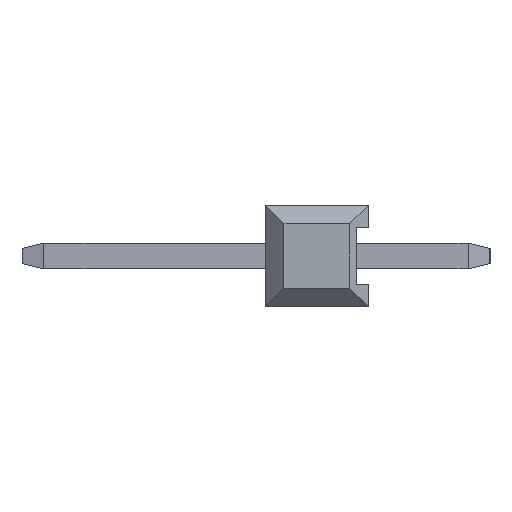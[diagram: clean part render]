
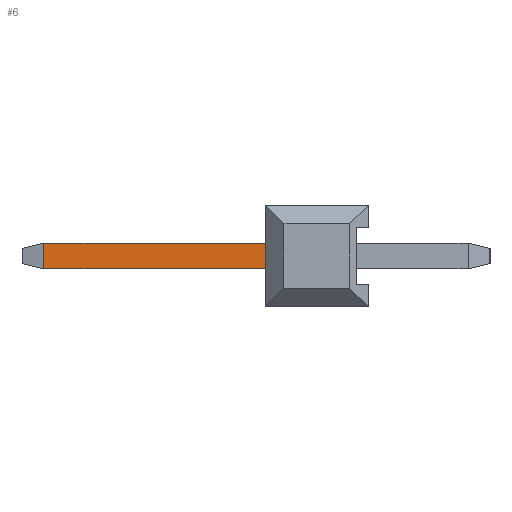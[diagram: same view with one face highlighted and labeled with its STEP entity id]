
A CAD part, left-side view. The second image highlights one B-rep face of the part: STEP entity #6.
In plain terms, the highlighted planar face has unit normal (-1, 0, 0).
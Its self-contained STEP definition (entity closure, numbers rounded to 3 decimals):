
#6 = ADVANCED_FACE ( 'NONE', ( #24666 ), #34748, .T. ) ;
#704 = VERTEX_POINT ( 'NONE', #766 ) ;
#705 = VERTEX_POINT ( 'NONE', #768 ) ;
#766 = CARTESIAN_POINT ( 'NONE',  ( -0.32, 2.54, -0.32 ) ) ;
#768 = CARTESIAN_POINT ( 'NONE',  ( -0.32, 7.999, 0.32 ) ) ;
#3705 = CARTESIAN_POINT ( 'NONE',  ( -0.32, 7.999, -0.32 ) ) ;
#5033 = VECTOR ( 'NONE', #28675, 1000. ) ;
#8741 = EDGE_CURVE ( 'NONE', #704, #17847, #28673, .T. ) ;
#11862 = LINE ( 'NONE', #11863, #23161 ) ;
#11863 = CARTESIAN_POINT ( 'NONE',  ( -0.32, 8.54, -0.32 ) ) ;
#11864 = DIRECTION ( 'NONE',  ( 0., -1., 0. ) ) ;
#11868 = LINE ( 'NONE', #11869, #23163 ) ;
#11869 = CARTESIAN_POINT ( 'NONE',  ( -0.32, 7.999, 0.32 ) ) ;
#11870 = DIRECTION ( 'NONE',  ( 0., 0., -1. ) ) ;
#11871 = LINE ( 'NONE', #11872, #23164 ) ;
#11872 = CARTESIAN_POINT ( 'NONE',  ( -0.32, 8.54, 0.32 ) ) ;
#11873 = DIRECTION ( 'NONE',  ( 0., -1., 0. ) ) ;
#13506 = CARTESIAN_POINT ( 'NONE',  ( -0.32, 2.54, 0.32 ) ) ;
#14815 = EDGE_LOOP ( 'NONE', ( #27931, #28096, #28076, #28042 ) ) ;
#17847 = VERTEX_POINT ( 'NONE', #13506 ) ;
#23161 = VECTOR ( 'NONE', #11864, 1000. ) ;
#23163 = VECTOR ( 'NONE', #11870, 1000. ) ;
#23164 = VECTOR ( 'NONE', #11873, 1000. ) ;
#24666 = FACE_OUTER_BOUND ( 'NONE', #14815, .T. ) ;
#24684 = AXIS2_PLACEMENT_3D ( 'NONE', #34749, #34750, #34751 ) ;
#25090 = EDGE_CURVE ( 'NONE', #33313, #704, #11862, .T. ) ;
#25092 = EDGE_CURVE ( 'NONE', #705, #33313, #11868, .T. ) ;
#25093 = EDGE_CURVE ( 'NONE', #705, #17847, #11871, .T. ) ;
#27931 = ORIENTED_EDGE ( 'NONE', *, *, #25093, .F. ) ;
#28042 = ORIENTED_EDGE ( 'NONE', *, *, #8741, .T. ) ;
#28076 = ORIENTED_EDGE ( 'NONE', *, *, #25090, .T. ) ;
#28096 = ORIENTED_EDGE ( 'NONE', *, *, #25092, .T. ) ;
#28673 = LINE ( 'NONE', #28674, #5033 ) ;
#28674 = CARTESIAN_POINT ( 'NONE',  ( -0.32, 2.54, -0.32 ) ) ;
#28675 = DIRECTION ( 'NONE',  ( 0., 0., 1. ) ) ;
#33313 = VERTEX_POINT ( 'NONE', #3705 ) ;
#34748 = PLANE ( 'NONE',  #24684 ) ;
#34749 = CARTESIAN_POINT ( 'NONE',  ( -0.32, 8.54, 0.32 ) ) ;
#34750 = DIRECTION ( 'NONE',  ( -1., 0., 0. ) ) ;
#34751 = DIRECTION ( 'NONE',  ( 0., 0., 1. ) ) ;
